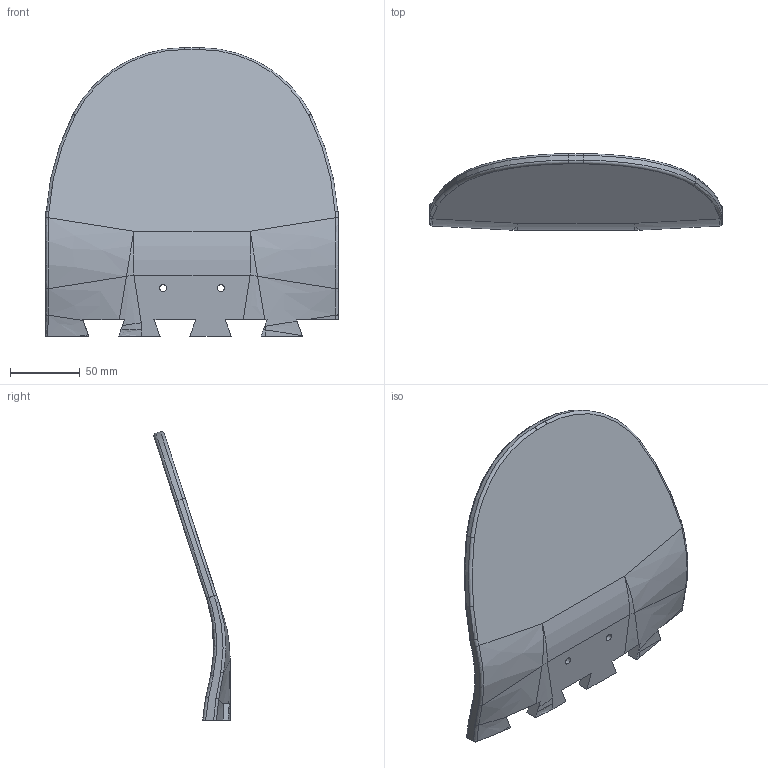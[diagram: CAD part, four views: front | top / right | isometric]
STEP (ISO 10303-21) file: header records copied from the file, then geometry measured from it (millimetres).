
FILE_DESCRIPTION(/* description */ (''),/* implementation_level */ '2;1');
FILE_NAME(/* name */ 'tail.stp',/* time_stamp */ '2024-12-15T01:20:26-08:00',/* author */ ('devan'),/* organization */ (''),/* preprocessor_version */ 'ST-DEVELOPER v20',/* originating_system */ 'Autodesk Inventor 2025',/* authorisation */ '');
FILE_SCHEMA (('AUTOMOTIVE_DESIGN { 1 0 10303 214 3 1 1 }'));
Length unit declared in the file: millimetre
Products named in the file (1): 32
Bounding box: 209.55 x 54.57 x 206.75 mm (x, y, z)
Volume: 297538 mm3; surface area: 82510.4 mm2
Topology: 1 solids, 1 shells, 94 faces, 240 edges, 148 vertices
Faces by surface type: bspline 36, plane 28, cylinder 16, torus 8, sphere 4, cone 2
Full cylindrical faces by diameter (mm): 5 x2
Entity records: 3903 total; most frequent: CARTESIAN_POINT 1839, ORIENTED_EDGE 480, DIRECTION 327, EDGE_CURVE 240, VERTEX_POINT 148, AXIS2_PLACEMENT_3D 129, B_SPLINE_CURVE_WITH_KNOTS 101, EDGE_LOOP 98
